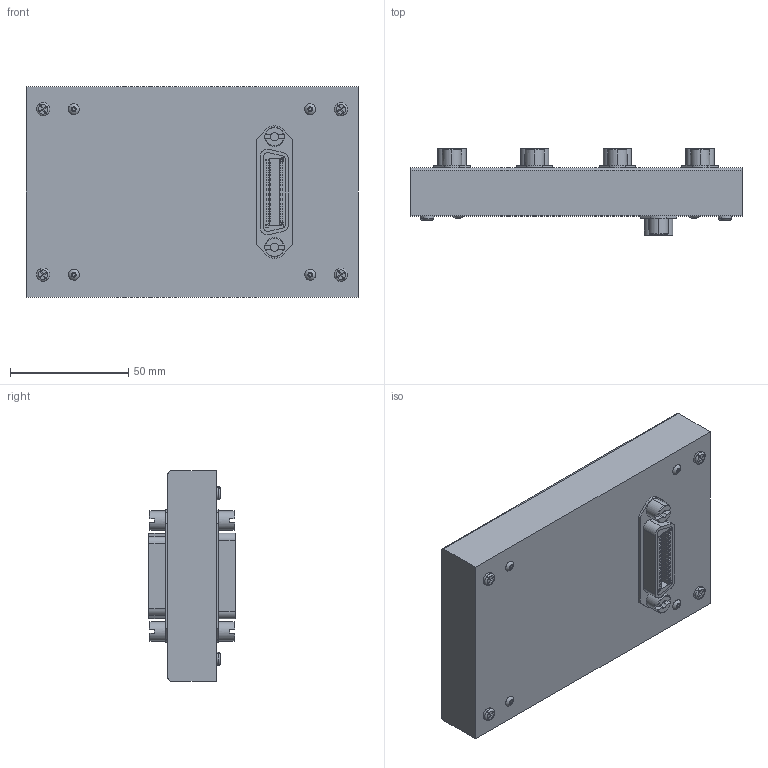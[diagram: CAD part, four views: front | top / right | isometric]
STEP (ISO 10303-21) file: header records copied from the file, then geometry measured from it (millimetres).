
FILE_DESCRIPTION (( 'STEP AP214' ), '1' );
FILE_NAME ('CIB24MTU.STEP', '2006-08-28T15:17:50', ( 'L-COM' ), ( 'L-COM' ), 'SwSTEP 2.0', 'SolidWorks 2006052', '' );
FILE_SCHEMA (( 'AUTOMOTIVE_DESIGN' ));
Length unit declared in the file: inch
Products named in the file (6): 3AA01-003_3AA01-003-250; CIB24S-MA1; CIB24MTU-MA2; CIB24MTU-MA1; CIB24MTU; CIB24S
Assembly tree (24 placements, depth 2):
  CIB24MTU
    CIB24S-MA1  x10
    CIB24S  x5
    3AA01-003_3AA01-003-250  x4
    CIB24MTU-MA2  x4
    CIB24MTU-MA1
Bounding box: 140.46 x 36.68 x 88.9 mm (x, y, z)
Volume: 278090.3 mm3; surface area: 61153.8 mm2
Topology: 24 solids, 24 shells, 4000 faces, 9591 edges, 6104 vertices
Faces by surface type: plane 2325, cylinder 775, cone 618, bspline 130, sphere 124, torus 28
Entity records: 32750 total; most frequent: CARTESIAN_POINT 6281, DIRECTION 3831, ORIENTED_EDGE 3674, EDGE_CURVE 1837, AXIS2_PLACEMENT_3D 1291, VECTOR 1249, LINE 1249, VERTEX_POINT 1185
